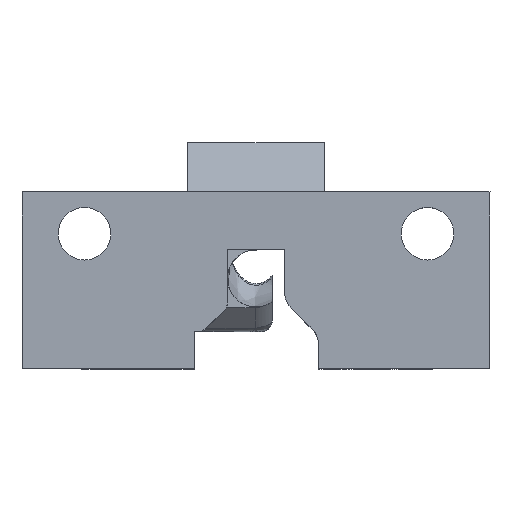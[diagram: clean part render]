
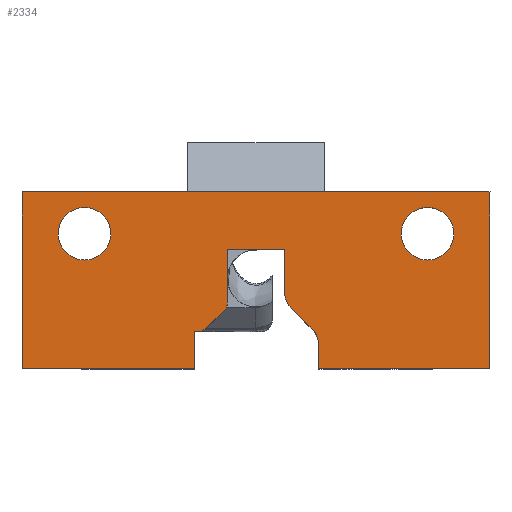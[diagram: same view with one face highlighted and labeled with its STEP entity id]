
A CAD part, top view. The second image highlights one B-rep face of the part: STEP entity #2334.
In plain terms, the highlighted planar face has unit normal (0, 0, 1).
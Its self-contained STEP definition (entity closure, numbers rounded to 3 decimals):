
#23=FACE_BOUND('',#376,.T.);
#24=FACE_BOUND('',#377,.T.);
#134=PLANE('',#2547);
#244=FACE_OUTER_BOUND('',#375,.T.);
#375=EDGE_LOOP('',(#1957,#1958,#1959,#1960,#1961,#1962,#1963,#1964,#1965,
#1966,#1967,#1968,#1969,#1970,#1971,#1972,#1973,#1974));
#376=EDGE_LOOP('',(#1975));
#377=EDGE_LOOP('',(#1976));
#509=LINE('',#4111,#732);
#512=LINE('',#4119,#735);
#514=LINE('',#4123,#737);
#516=LINE('',#4127,#739);
#519=LINE('',#4136,#742);
#523=LINE('',#4143,#746);
#526=LINE('',#4155,#749);
#569=LINE('',#4443,#792);
#576=LINE('',#4491,#799);
#577=LINE('',#4493,#800);
#578=LINE('',#4495,#801);
#579=LINE('',#4497,#802);
#580=LINE('',#4499,#803);
#581=LINE('',#4501,#804);
#732=VECTOR('',#2912,10.);
#735=VECTOR('',#2921,10.);
#737=VECTOR('',#2925,10.);
#739=VECTOR('',#2929,10.);
#742=VECTOR('',#2938,10.);
#746=VECTOR('',#2944,10.);
#749=VECTOR('',#2959,10.);
#792=VECTOR('',#3060,10.);
#799=VECTOR('',#3085,10.);
#800=VECTOR('',#3086,10.);
#801=VECTOR('',#3087,10.);
#802=VECTOR('',#3088,10.);
#803=VECTOR('',#3089,10.);
#804=VECTOR('',#3090,10.);
#904=CIRCLE('',#2496,2.);
#905=CIRCLE('',#2501,1.);
#906=CIRCLE('',#2505,2.);
#908=CIRCLE('',#2508,2.3);
#921=CIRCLE('',#2548,1.);
#922=CIRCLE('',#2549,2.3);
#1049=VERTEX_POINT('',#4108);
#1050=VERTEX_POINT('',#4110);
#1051=VERTEX_POINT('',#4114);
#1052=VERTEX_POINT('',#4118);
#1053=VERTEX_POINT('',#4122);
#1054=VERTEX_POINT('',#4126);
#1055=VERTEX_POINT('',#4130);
#1056=VERTEX_POINT('',#4134);
#1057=VERTEX_POINT('',#4135);
#1059=VERTEX_POINT('',#4142);
#1061=VERTEX_POINT('',#4150);
#1062=VERTEX_POINT('',#4154);
#1101=VERTEX_POINT('',#4441);
#1108=VERTEX_POINT('',#4490);
#1109=VERTEX_POINT('',#4492);
#1110=VERTEX_POINT('',#4494);
#1111=VERTEX_POINT('',#4496);
#1112=VERTEX_POINT('',#4498);
#1113=VERTEX_POINT('',#4500);
#1114=VERTEX_POINT('',#4503);
#1320=EDGE_CURVE('',#1049,#1050,#509,.T.);
#1322=EDGE_CURVE('',#1050,#1051,#904,.T.);
#1324=EDGE_CURVE('',#1051,#1052,#512,.T.);
#1326=EDGE_CURVE('',#1052,#1053,#514,.T.);
#1328=EDGE_CURVE('',#1054,#1053,#516,.T.);
#1330=EDGE_CURVE('',#1054,#1055,#905,.T.);
#1332=EDGE_CURVE('',#1056,#1057,#519,.T.);
#1336=EDGE_CURVE('',#1057,#1059,#523,.F.);
#1338=EDGE_CURVE('',#1059,#1049,#906,.T.);
#1341=EDGE_CURVE('',#1061,#1061,#908,.T.);
#1342=EDGE_CURVE('',#1055,#1062,#526,.T.);
#1402=EDGE_CURVE('',#1056,#1101,#569,.T.);
#1414=EDGE_CURVE('',#1108,#1101,#576,.T.);
#1415=EDGE_CURVE('',#1108,#1109,#577,.T.);
#1416=EDGE_CURVE('',#1110,#1109,#578,.T.);
#1417=EDGE_CURVE('',#1111,#1110,#579,.T.);
#1418=EDGE_CURVE('',#1111,#1112,#580,.T.);
#1419=EDGE_CURVE('',#1112,#1113,#581,.T.);
#1420=EDGE_CURVE('',#1062,#1113,#921,.T.);
#1421=EDGE_CURVE('',#1114,#1114,#922,.T.);
#1957=ORIENTED_EDGE('',*,*,#1338,.F.);
#1958=ORIENTED_EDGE('',*,*,#1336,.F.);
#1959=ORIENTED_EDGE('',*,*,#1332,.F.);
#1960=ORIENTED_EDGE('',*,*,#1402,.T.);
#1961=ORIENTED_EDGE('',*,*,#1414,.F.);
#1962=ORIENTED_EDGE('',*,*,#1415,.T.);
#1963=ORIENTED_EDGE('',*,*,#1416,.F.);
#1964=ORIENTED_EDGE('',*,*,#1417,.F.);
#1965=ORIENTED_EDGE('',*,*,#1418,.T.);
#1966=ORIENTED_EDGE('',*,*,#1419,.T.);
#1967=ORIENTED_EDGE('',*,*,#1420,.F.);
#1968=ORIENTED_EDGE('',*,*,#1342,.F.);
#1969=ORIENTED_EDGE('',*,*,#1330,.F.);
#1970=ORIENTED_EDGE('',*,*,#1328,.T.);
#1971=ORIENTED_EDGE('',*,*,#1326,.F.);
#1972=ORIENTED_EDGE('',*,*,#1324,.F.);
#1973=ORIENTED_EDGE('',*,*,#1322,.F.);
#1974=ORIENTED_EDGE('',*,*,#1320,.F.);
#1975=ORIENTED_EDGE('',*,*,#1341,.F.);
#1976=ORIENTED_EDGE('',*,*,#1421,.F.);
#2334=ADVANCED_FACE('',(#244,#23,#24),#134,.F.);
#2496=AXIS2_PLACEMENT_3D('',#4115,#2916,#2917);
#2501=AXIS2_PLACEMENT_3D('',#4131,#2933,#2934);
#2505=AXIS2_PLACEMENT_3D('',#4146,#2948,#2949);
#2508=AXIS2_PLACEMENT_3D('',#4152,#2955,#2956);
#2547=AXIS2_PLACEMENT_3D('',#4489,#3083,#3084);
#2548=AXIS2_PLACEMENT_3D('',#4502,#3091,#3092);
#2549=AXIS2_PLACEMENT_3D('',#4504,#3093,#3094);
#2912=DIRECTION('',(-0.707,0.707,0.));
#2916=DIRECTION('center_axis',(0.,0.,
-1.));
#2917=DIRECTION('ref_axis',(-0.924,-0.383,0.));
#2921=DIRECTION('',(0.,1.,0.));
#2925=DIRECTION('',(-1.,0.,0.));
#2929=DIRECTION('',(0.,1.,0.));
#2933=DIRECTION('center_axis',(0.,0.,
-1.));
#2934=DIRECTION('ref_axis',(0.924,-0.383,0.));
#2938=DIRECTION('',(-1.,0.,0.));
#2944=DIRECTION('',(0.,-1.,0.));
#2948=DIRECTION('center_axis',(0.,0.,
1.));
#2949=DIRECTION('ref_axis',(0.924,0.383,0.));
#2955=DIRECTION('center_axis',(0.,0.,
1.));
#2956=DIRECTION('ref_axis',(1.,0.,0.));
#2959=DIRECTION('',(-0.707,-0.707,0.));
#3060=DIRECTION('',(0.,1.,0.));
#3083=DIRECTION('center_axis',(0.,0.,
-1.));
#3084=DIRECTION('ref_axis',(1.,0.,0.));
#3085=DIRECTION('',(1.,0.,0.));
#3086=DIRECTION('',(0.,-1.,0.));
#3087=DIRECTION('',(-1.,0.,0.));
#3088=DIRECTION('',(-1.,0.,0.));
#3089=DIRECTION('',(0.,1.,0.));
#3090=DIRECTION('',(1.,0.,0.));
#3091=DIRECTION('center_axis',(0.,0.,
-1.));
#3092=DIRECTION('ref_axis',(0.383,-0.924,0.));
#3093=DIRECTION('center_axis',(0.,0.,
1.));
#3094=DIRECTION('ref_axis',(1.,0.,0.));
#4108=CARTESIAN_POINT('',(5.26,-8.512,-4.1));
#4110=CARTESIAN_POINT('',(3.432,-6.684,-4.1));
#4111=CARTESIAN_POINT('',(2.458,-5.71,-4.1));
#4114=CARTESIAN_POINT('',(2.846,-5.27,-4.1));
#4115=CARTESIAN_POINT('Origin',(4.846,-5.27,-4.1));
#4118=CARTESIAN_POINT('',(2.846,-1.536,-4.1));
#4119=CARTESIAN_POINT('',(2.846,-8.898,-4.1));
#4122=CARTESIAN_POINT('',(-2.154,-1.536,-4.1));
#4123=CARTESIAN_POINT('',(2.846,-1.536,-4.1));
#4126=CARTESIAN_POINT('',(-2.154,-6.183,-4.1));
#4127=CARTESIAN_POINT('',(-2.154,-2.994,-4.1));
#4130=CARTESIAN_POINT('',(-2.447,-6.89,-4.1));
#4131=CARTESIAN_POINT('Origin',(-3.154,-6.183,-4.1));
#4134=CARTESIAN_POINT('',(20.846,-11.994,-4.1));
#4135=CARTESIAN_POINT('',(5.846,-11.994,-4.1));
#4136=CARTESIAN_POINT('',(22.843,-11.994,-4.1));
#4142=CARTESIAN_POINT('',(5.846,-9.926,-4.1));
#4143=CARTESIAN_POINT('',(5.846,-8.119,-4.1));
#4146=CARTESIAN_POINT('Origin',(3.846,-9.926,-4.1));
#4150=CARTESIAN_POINT('',(13.071,-0.164,-4.1));
#4152=CARTESIAN_POINT('Origin',(15.371,-0.164,-4.1));
#4154=CARTESIAN_POINT('',(-3.961,-8.404,-4.1));
#4155=CARTESIAN_POINT('',(-1.466,-5.909,-4.1));
#4441=CARTESIAN_POINT('',(20.846,3.506,-4.1));
#4443=CARTESIAN_POINT('',(20.846,-8.369,-4.1));
#4489=CARTESIAN_POINT('Origin',(0.346,-4.244,-4.1));
#4490=CARTESIAN_POINT('',(-20.154,3.506,-4.1));
#4491=CARTESIAN_POINT('',(-22.154,3.506,-4.1));
#4492=CARTESIAN_POINT('',(-20.154,-11.994,-4.1));
#4493=CARTESIAN_POINT('',(-20.154,-0.369,-4.1));
#4494=CARTESIAN_POINT('',(-18.654,-11.994,-4.1));
#4495=CARTESIAN_POINT('',(-18.654,-11.994,-4.1));
#4496=CARTESIAN_POINT('',(-5.054,-11.994,-4.1));
#4497=CARTESIAN_POINT('',(-4.954,-11.994,-4.1));
#4498=CARTESIAN_POINT('',(-5.054,-8.697,-4.1));
#4499=CARTESIAN_POINT('',(-5.054,-6.571,-4.1));
#4500=CARTESIAN_POINT('',(-4.668,-8.697,-4.1));
#4501=CARTESIAN_POINT('',(-2.304,-8.697,-4.1));
#4502=CARTESIAN_POINT('Origin',(-4.668,-7.697,-4.1));
#4503=CARTESIAN_POINT('',(-16.979,-0.164,-4.1));
#4504=CARTESIAN_POINT('Origin',(-14.679,-0.164,-4.1));
